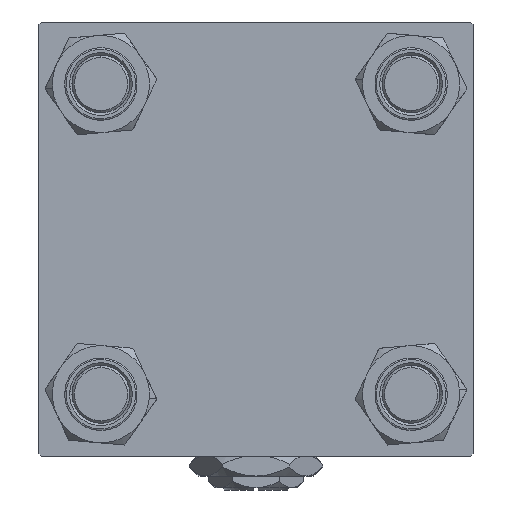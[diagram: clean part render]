
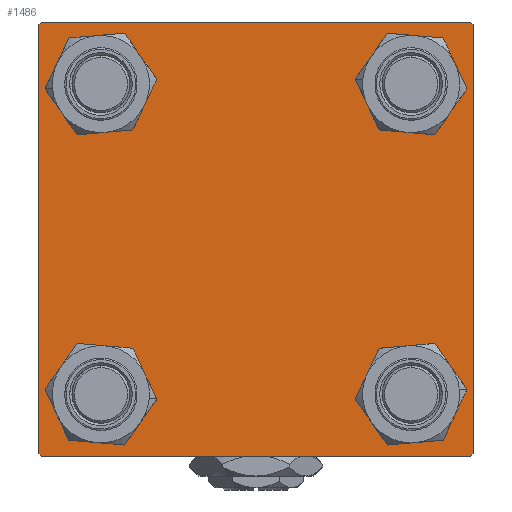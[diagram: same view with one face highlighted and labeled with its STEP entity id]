
A CAD part, left-side view. The second image highlights one B-rep face of the part: STEP entity #1486.
In plain terms, the highlighted planar face has unit normal (-1, 0, 0).
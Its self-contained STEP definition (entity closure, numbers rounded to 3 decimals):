
#68 = DIRECTION ( 'NONE',  ( 0., 0., 1. ) ) ;
#571 = ORIENTED_EDGE ( 'NONE', *, *, #28369, .T. ) ;
#921 = EDGE_CURVE ( 'NONE', #33245, #56187, #9978, .T. ) ;
#1486 = ADVANCED_FACE ( 'NONE', ( #10059, #28221, #55921, #46393, #32401 ), #5596, .T. ) ;
#2007 = DIRECTION ( 'NONE',  ( 0., 0., -1. ) ) ;
#2142 = CARTESIAN_POINT ( 'NONE',  ( 0., -44.5, 45. ) ) ;
#2263 = EDGE_LOOP ( 'NONE', ( #48219, #23716 ) ) ;
#2490 = VERTEX_POINT ( 'NONE', #3390 ) ;
#2827 = CARTESIAN_POINT ( 'NONE',  ( 0., 32.15, -38.65 ) ) ;
#3366 = CARTESIAN_POINT ( 'NONE',  ( 0., 32.15, 32.15 ) ) ;
#3390 = CARTESIAN_POINT ( 'NONE',  ( 0., -32.15, 38.65 ) ) ;
#3832 = DIRECTION ( 'NONE',  ( 0., -0.707, 0.707 ) ) ;
#4989 = CARTESIAN_POINT ( 'NONE',  ( 0., 44.5, -45. ) ) ;
#5197 = CARTESIAN_POINT ( 'NONE',  ( 0., 32.15, 38.65 ) ) ;
#5491 = DIRECTION ( 'NONE',  ( 0., 0., -1. ) ) ;
#5596 = PLANE ( 'NONE',  #23233 ) ;
#5677 = ORIENTED_EDGE ( 'NONE', *, *, #37478, .T. ) ;
#5689 = DIRECTION ( 'NONE',  ( 0., 0., 1. ) ) ;
#6439 = CIRCLE ( 'NONE', #51166, 6.5 ) ;
#6558 = CARTESIAN_POINT ( 'NONE',  ( 0., -32.15, -25.65 ) ) ;
#6882 = CIRCLE ( 'NONE', #40181, 6.5 ) ;
#6916 = DIRECTION ( 'NONE',  ( 1., 0., 0. ) ) ;
#6976 = DIRECTION ( 'NONE',  ( 0., -1., 0. ) ) ;
#7221 = ORIENTED_EDGE ( 'NONE', *, *, #13412, .T. ) ;
#7308 = AXIS2_PLACEMENT_3D ( 'NONE', #56277, #33634, #30634 ) ;
#8490 = DIRECTION ( 'NONE',  ( 0., 0.707, 0.707 ) ) ;
#8613 = ORIENTED_EDGE ( 'NONE', *, *, #30147, .T. ) ;
#8669 = ORIENTED_EDGE ( 'NONE', *, *, #34191, .T. ) ;
#9279 = DIRECTION ( 'NONE',  ( 1., 0., 0. ) ) ;
#9695 = VECTOR ( 'NONE', #6976, 1000. ) ;
#9886 = EDGE_LOOP ( 'NONE', ( #23523, #37695 ) ) ;
#9978 = LINE ( 'NONE', #22510, #47918 ) ;
#10059 = FACE_BOUND ( 'NONE', #9886, .T. ) ;
#10372 = EDGE_LOOP ( 'NONE', ( #17829, #48262 ) ) ;
#11116 = ORIENTED_EDGE ( 'NONE', *, *, #52759, .T. ) ;
#11533 = EDGE_CURVE ( 'NONE', #46353, #26564, #12965, .T. ) ;
#11643 = CARTESIAN_POINT ( 'NONE',  ( 0., 32.15, -25.65 ) ) ;
#12480 = LINE ( 'NONE', #44937, #36380 ) ;
#12965 = CIRCLE ( 'NONE', #31954, 6.5 ) ;
#13017 = DIRECTION ( 'NONE',  ( 1., 0., 0. ) ) ;
#13412 = EDGE_CURVE ( 'NONE', #17198, #55477, #36192, .T. ) ;
#14807 = EDGE_CURVE ( 'NONE', #53956, #35653, #52985, .T. ) ;
#14841 = CIRCLE ( 'NONE', #55760, 6.5 ) ;
#16479 = ORIENTED_EDGE ( 'NONE', *, *, #921, .F. ) ;
#16820 = DIRECTION ( 'NONE',  ( 1., 0., 0. ) ) ;
#17198 = VERTEX_POINT ( 'NONE', #36890 ) ;
#17829 = ORIENTED_EDGE ( 'NONE', *, *, #31676, .T. ) ;
#19424 = EDGE_CURVE ( 'NONE', #56745, #39090, #55051, .T. ) ;
#21853 = DIRECTION ( 'NONE',  ( 0., 0., 1. ) ) ;
#22174 = CARTESIAN_POINT ( 'NONE',  ( 0., -44.75, 44.75 ) ) ;
#22510 = CARTESIAN_POINT ( 'NONE',  ( 0., 45., 45. ) ) ;
#22715 = DIRECTION ( 'NONE',  ( 1., 0., 0. ) ) ;
#23233 = AXIS2_PLACEMENT_3D ( 'NONE', #23746, #42220, #33278 ) ;
#23523 = ORIENTED_EDGE ( 'NONE', *, *, #53313, .T. ) ;
#23716 = ORIENTED_EDGE ( 'NONE', *, *, #11533, .T. ) ;
#23746 = CARTESIAN_POINT ( 'NONE',  ( 0., 0., 0. ) ) ;
#23869 = CARTESIAN_POINT ( 'NONE',  ( 0., -44.5, -45. ) ) ;
#24951 = CARTESIAN_POINT ( 'NONE',  ( 0., -45., 45. ) ) ;
#25079 = EDGE_CURVE ( 'NONE', #33245, #17198, #48446, .T. ) ;
#25338 = EDGE_LOOP ( 'NONE', ( #571, #37517 ) ) ;
#25359 = CARTESIAN_POINT ( 'NONE',  ( 0., 32.15, -32.15 ) ) ;
#25429 = VECTOR ( 'NONE', #2007, 1000. ) ;
#25524 = DIRECTION ( 'NONE',  ( 0., 0., 1. ) ) ;
#25852 = VERTEX_POINT ( 'NONE', #53660 ) ;
#25902 = ORIENTED_EDGE ( 'NONE', *, *, #56769, .F. ) ;
#26564 = VERTEX_POINT ( 'NONE', #5197 ) ;
#26816 = AXIS2_PLACEMENT_3D ( 'NONE', #48470, #13017, #25524 ) ;
#27383 = CARTESIAN_POINT ( 'NONE',  ( 0., 32.15, 25.65 ) ) ;
#28221 = FACE_BOUND ( 'NONE', #10372, .T. ) ;
#28244 = LINE ( 'NONE', #24951, #25429 ) ;
#28369 = EDGE_CURVE ( 'NONE', #35653, #53956, #50406, .T. ) ;
#30147 = EDGE_CURVE ( 'NONE', #37560, #40795, #53134, .T. ) ;
#30634 = DIRECTION ( 'NONE',  ( 0., 0., 1. ) ) ;
#30786 = DIRECTION ( 'NONE',  ( 1., 0., 0. ) ) ;
#31484 = CARTESIAN_POINT ( 'NONE',  ( 0., -45., -44.5 ) ) ;
#31676 = EDGE_CURVE ( 'NONE', #39090, #56745, #48725, .T. ) ;
#31954 = AXIS2_PLACEMENT_3D ( 'NONE', #58783, #30786, #21853 ) ;
#32401 = FACE_OUTER_BOUND ( 'NONE', #42681, .T. ) ;
#33245 = VERTEX_POINT ( 'NONE', #56911 ) ;
#33278 = DIRECTION ( 'NONE',  ( 0., 0., 1. ) ) ;
#33634 = DIRECTION ( 'NONE',  ( 1., 0., 0. ) ) ;
#34191 = EDGE_CURVE ( 'NONE', #55477, #37560, #47138, .T. ) ;
#34255 = AXIS2_PLACEMENT_3D ( 'NONE', #25359, #6916, #51895 ) ;
#34470 = VECTOR ( 'NONE', #51030, 1000. ) ;
#35653 = VERTEX_POINT ( 'NONE', #11643 ) ;
#36192 = LINE ( 'NONE', #51059, #57695 ) ;
#36380 = VECTOR ( 'NONE', #3832, 1000. ) ;
#36890 = CARTESIAN_POINT ( 'NONE',  ( 0., 45., 44.5 ) ) ;
#36891 = EDGE_CURVE ( 'NONE', #26564, #46353, #6882, .T. ) ;
#37478 = EDGE_CURVE ( 'NONE', #40795, #53776, #12480, .T. ) ;
#37517 = ORIENTED_EDGE ( 'NONE', *, *, #14807, .T. ) ;
#37560 = VERTEX_POINT ( 'NONE', #4989 ) ;
#37695 = ORIENTED_EDGE ( 'NONE', *, *, #56356, .T. ) ;
#39090 = VERTEX_POINT ( 'NONE', #6558 ) ;
#40181 = AXIS2_PLACEMENT_3D ( 'NONE', #3366, #48946, #53423 ) ;
#40795 = VERTEX_POINT ( 'NONE', #23869 ) ;
#41147 = DIRECTION ( 'NONE',  ( 0., 0., 1. ) ) ;
#41796 = CARTESIAN_POINT ( 'NONE',  ( 0., 44.75, -44.75 ) ) ;
#42220 = DIRECTION ( 'NONE',  ( -1., 0., 0. ) ) ;
#42279 = DIRECTION ( 'NONE',  ( 0., 0.707, -0.707 ) ) ;
#42442 = VECTOR ( 'NONE', #8490, 1000. ) ;
#42681 = EDGE_LOOP ( 'NONE', ( #7221, #8669, #8613, #5677, #25902, #11116, #16479, #45236 ) ) ;
#44937 = CARTESIAN_POINT ( 'NONE',  ( 0., -44.75, -44.75 ) ) ;
#45236 = ORIENTED_EDGE ( 'NONE', *, *, #25079, .T. ) ;
#46018 = DIRECTION ( 'NONE',  ( 0., -1., 0. ) ) ;
#46353 = VERTEX_POINT ( 'NONE', #27383 ) ;
#46393 = FACE_BOUND ( 'NONE', #2263, .T. ) ;
#47037 = CARTESIAN_POINT ( 'NONE',  ( 0., 44.75, 44.75 ) ) ;
#47138 = LINE ( 'NONE', #41796, #34470 ) ;
#47918 = VECTOR ( 'NONE', #46018, 1000. ) ;
#48219 = ORIENTED_EDGE ( 'NONE', *, *, #36891, .T. ) ;
#48262 = ORIENTED_EDGE ( 'NONE', *, *, #19424, .T. ) ;
#48446 = LINE ( 'NONE', #47037, #57139 ) ;
#48470 = CARTESIAN_POINT ( 'NONE',  ( 0., -32.15, -32.15 ) ) ;
#48725 = CIRCLE ( 'NONE', #26816, 6.5 ) ;
#48946 = DIRECTION ( 'NONE',  ( 1., 0., 0. ) ) ;
#50011 = VERTEX_POINT ( 'NONE', #53029 ) ;
#50088 = CARTESIAN_POINT ( 'NONE',  ( 0., -32.15, 32.15 ) ) ;
#50406 = CIRCLE ( 'NONE', #34255, 6.5 ) ;
#50884 = CARTESIAN_POINT ( 'NONE',  ( 0., -32.15, -38.65 ) ) ;
#51030 = DIRECTION ( 'NONE',  ( 0., -0.707, -0.707 ) ) ;
#51059 = CARTESIAN_POINT ( 'NONE',  ( 0., 45., 45. ) ) ;
#51166 = AXIS2_PLACEMENT_3D ( 'NONE', #54844, #9279, #5689 ) ;
#51895 = DIRECTION ( 'NONE',  ( 0., 0., 1. ) ) ;
#52203 = AXIS2_PLACEMENT_3D ( 'NONE', #55761, #22715, #68 ) ;
#52759 = EDGE_CURVE ( 'NONE', #50011, #56187, #57640, .T. ) ;
#52838 = CARTESIAN_POINT ( 'NONE',  ( 0., 45., -45. ) ) ;
#52985 = CIRCLE ( 'NONE', #7308, 6.5 ) ;
#53029 = CARTESIAN_POINT ( 'NONE',  ( 0., -45., 44.5 ) ) ;
#53134 = LINE ( 'NONE', #52838, #9695 ) ;
#53313 = EDGE_CURVE ( 'NONE', #2490, #25852, #14841, .T. ) ;
#53423 = DIRECTION ( 'NONE',  ( 0., 0., 1. ) ) ;
#53660 = CARTESIAN_POINT ( 'NONE',  ( 0., -32.15, 25.65 ) ) ;
#53776 = VERTEX_POINT ( 'NONE', #31484 ) ;
#53956 = VERTEX_POINT ( 'NONE', #2827 ) ;
#54844 = CARTESIAN_POINT ( 'NONE',  ( 0., -32.15, 32.15 ) ) ;
#55051 = CIRCLE ( 'NONE', #52203, 6.5 ) ;
#55477 = VERTEX_POINT ( 'NONE', #58108 ) ;
#55760 = AXIS2_PLACEMENT_3D ( 'NONE', #50088, #16820, #41147 ) ;
#55761 = CARTESIAN_POINT ( 'NONE',  ( 0., -32.15, -32.15 ) ) ;
#55921 = FACE_BOUND ( 'NONE', #25338, .T. ) ;
#56187 = VERTEX_POINT ( 'NONE', #2142 ) ;
#56277 = CARTESIAN_POINT ( 'NONE',  ( 0., 32.15, -32.15 ) ) ;
#56356 = EDGE_CURVE ( 'NONE', #25852, #2490, #6439, .T. ) ;
#56745 = VERTEX_POINT ( 'NONE', #50884 ) ;
#56769 = EDGE_CURVE ( 'NONE', #50011, #53776, #28244, .T. ) ;
#56911 = CARTESIAN_POINT ( 'NONE',  ( 0., 44.5, 45. ) ) ;
#57139 = VECTOR ( 'NONE', #42279, 1000. ) ;
#57640 = LINE ( 'NONE', #22174, #42442 ) ;
#57695 = VECTOR ( 'NONE', #5491, 1000. ) ;
#58108 = CARTESIAN_POINT ( 'NONE',  ( 0., 45., -44.5 ) ) ;
#58783 = CARTESIAN_POINT ( 'NONE',  ( 0., 32.15, 32.15 ) ) ;
